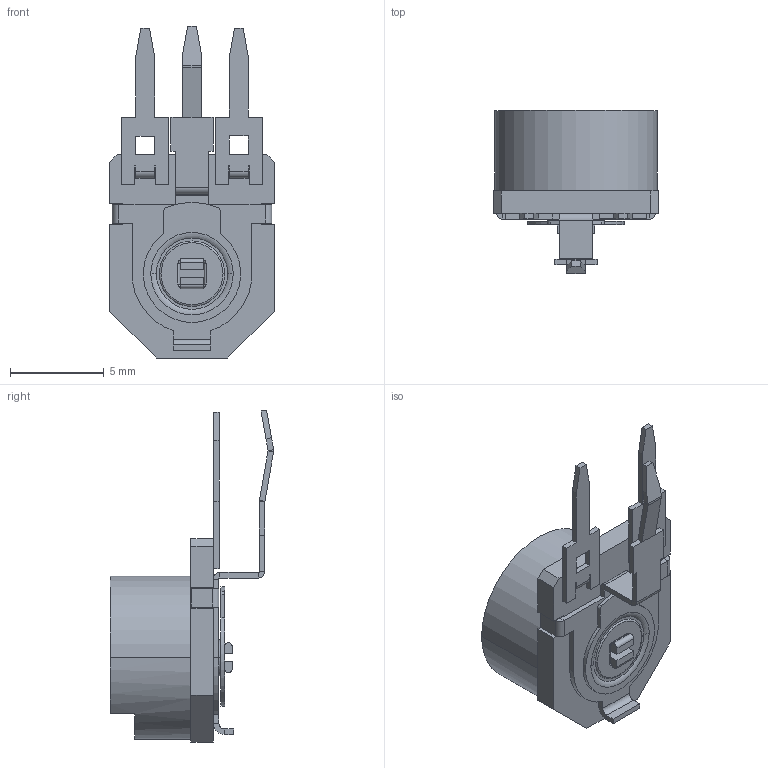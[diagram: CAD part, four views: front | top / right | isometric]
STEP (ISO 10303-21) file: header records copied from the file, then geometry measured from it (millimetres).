
FILE_DESCRIPTION((''),'2;1');
FILE_NAME('37W_SW0001','2013-05-17T',('bmozley'),(''),'PRO/ENGINEER BY PARAMETRIC TECHNOLOGY CORPORATION, 2013050','PRO/ENGINEER BY PARAMETRIC TECHNOLOGY CORPORATION, 2013050','');
FILE_SCHEMA(('CONFIG_CONTROL_DESIGN'));
Length unit declared in the file: millimetre
Products named in the file (1): 37W_SW0001
Bounding box: 8.8 x 8.72 x 17.72 mm (x, y, z)
Volume: 377.2 mm3; surface area: 575.8 mm2
Topology: 1 solids, 1 shells, 275 faces, 688 edges, 430 vertices
Faces by surface type: plane 207, cylinder 58, torus 8, sphere 2
Entity records: 8112 total; most frequent: CARTESIAN_POINT 1393, DIRECTION 1390, ORIENTED_EDGE 1376, EDGE_CURVE 688, VECTOR 536, LINE 536, VERTEX_POINT 430, AXIS2_PLACEMENT_3D 427
